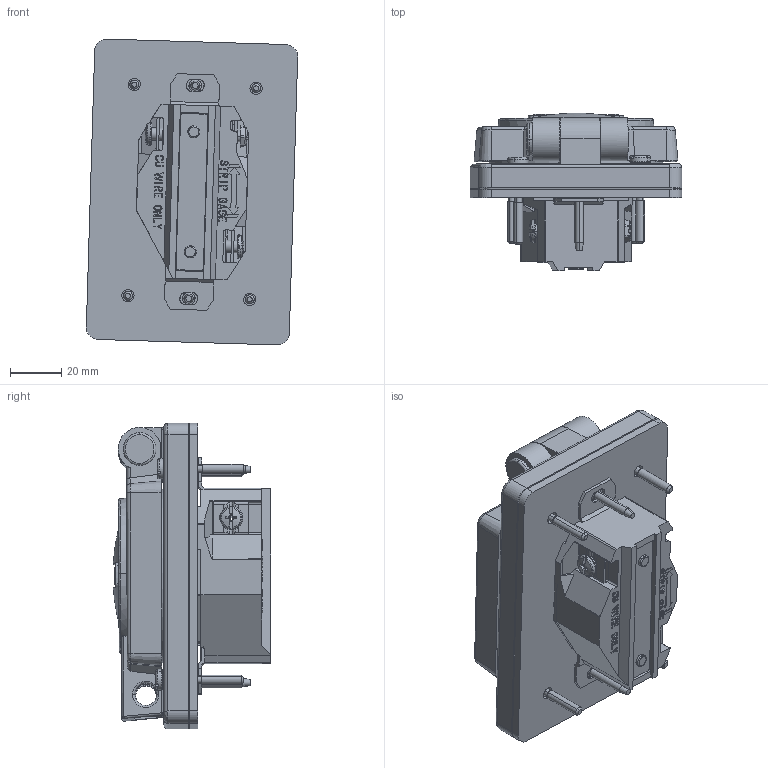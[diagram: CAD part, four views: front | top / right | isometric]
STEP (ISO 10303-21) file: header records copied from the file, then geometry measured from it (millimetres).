
FILE_DESCRIPTION (( 'STEP AP214' ), '1' );
FILE_NAME ('ORC6590-M01.STEP', '2025-07-15T19:33:19', ( '' ), ( '' ), 'SwSTEP 2.0', 'SolidWorks 2024', '' );
FILE_SCHEMA (( 'AUTOMOTIVE_DESIGN' ));
Length unit declared in the file: inch
Products named in the file (1): ORC6590-M01
Bounding box: 82.6 x 61.57 x 119.53 mm (x, y, z)
Surface area: 98229.2 mm2 (no closed solid volume)
Topology: 0 solids, 19 shells, 2408 faces, 6713 edges, 4438 vertices
Faces by surface type: plane 1384, cylinder 723, bspline 125, cone 106, torus 70
Entity records: 86818 total; most frequent: CARTESIAN_POINT 26949, ORIENTED_EDGE 13048, DIRECTION 11273, EDGE_CURVE 6703, VERTEX_POINT 4438, VECTOR 3905, LINE 3905, AXIS2_PLACEMENT_3D 3684
